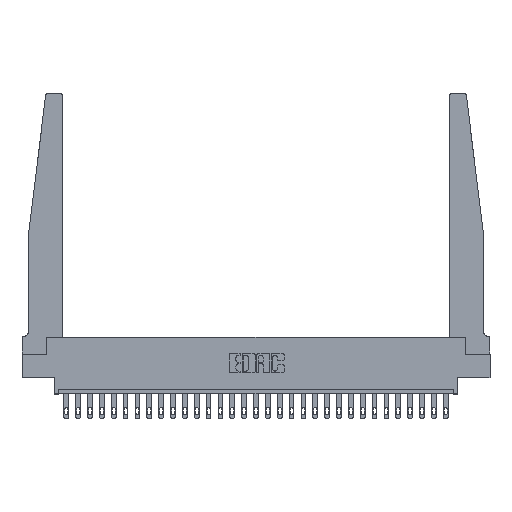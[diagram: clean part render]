
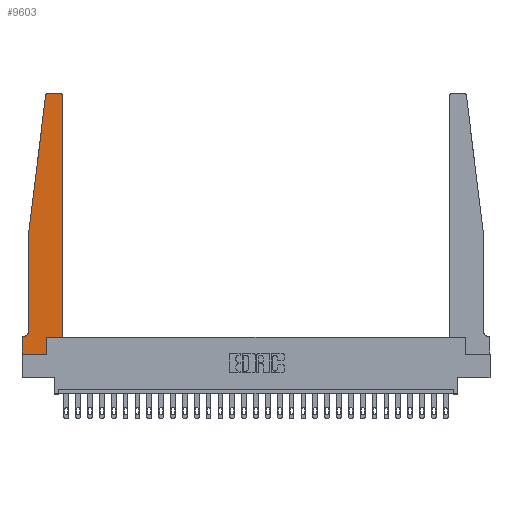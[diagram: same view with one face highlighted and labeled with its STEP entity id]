
A CAD part, top view. The second image highlights one B-rep face of the part: STEP entity #9603.
In plain terms, the highlighted planar face has unit normal (0, 0, 1).
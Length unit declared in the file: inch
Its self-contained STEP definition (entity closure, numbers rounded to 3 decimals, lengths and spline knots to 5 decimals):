
#127 = DIRECTION ( 'NONE',  ( 1., 0., 0. ) ) ;
#695 = CARTESIAN_POINT ( 'NONE',  ( 0.395, 2.72, 0.37 ) ) ;
#826 = LINE ( 'NONE', #25637, #18924 ) ;
#1573 = VERTEX_POINT ( 'NONE', #8660 ) ;
#1719 = AXIS2_PLACEMENT_3D ( 'NONE', #695, #21560, #15300 ) ;
#1948 = ORIENTED_EDGE ( 'NONE', *, *, #16751, .T. ) ;
#2745 = EDGE_CURVE ( 'NONE', #15202, #14569, #26793, .T. ) ;
#3133 = CARTESIAN_POINT ( 'NONE',  ( 0.425, 0.18, 0.37 ) ) ;
#3826 = ORIENTED_EDGE ( 'NONE', *, *, #18785, .T. ) ;
#4219 = CARTESIAN_POINT ( 'NONE',  ( 0.2605, 0.18, 0.37 ) ) ;
#4689 = VERTEX_POINT ( 'NONE', #14073 ) ;
#4824 = ORIENTED_EDGE ( 'NONE', *, *, #8234, .T. ) ;
#4869 = CARTESIAN_POINT ( 'NONE',  ( 0.27653, 2.72, 0.37 ) ) ;
#4906 = DIRECTION ( 'NONE',  ( 0., 0., 1. ) ) ;
#4931 = CARTESIAN_POINT ( 'NONE',  ( 0.425, 0.18, 0.37 ) ) ;
#5456 = AXIS2_PLACEMENT_3D ( 'NONE', #5959, #18372, #9910 ) ;
#5703 = LINE ( 'NONE', #14028, #9461 ) ;
#5901 = EDGE_CURVE ( 'NONE', #14276, #15202, #25781, .T. ) ;
#5959 = CARTESIAN_POINT ( 'NONE',  ( 0.015, 0.2375, 0.37 ) ) ;
#6062 = VECTOR ( 'NONE', #19379, 39.37008 ) ;
#6560 = ORIENTED_EDGE ( 'NONE', *, *, #10805, .T. ) ;
#6585 = EDGE_CURVE ( 'NONE', #1573, #15043, #18956, .T. ) ;
#6724 = ORIENTED_EDGE ( 'NONE', *, *, #7631, .T. ) ;
#6812 = EDGE_CURVE ( 'NONE', #13850, #25073, #10258, .T. ) ;
#6952 = LINE ( 'NONE', #13362, #11348 ) ;
#7152 = EDGE_CURVE ( 'NONE', #13987, #16703, #23734, .T. ) ;
#7260 = CARTESIAN_POINT ( 'NONE',  ( 0.395, 2.75, 0.37 ) ) ;
#7616 = DIRECTION ( 'NONE',  ( -0.122, -0.992, 0. ) ) ;
#7631 = EDGE_CURVE ( 'NONE', #16703, #4689, #6952, .T. ) ;
#7645 = CARTESIAN_POINT ( 'NONE',  ( 0.27653, 2.75, 0.37 ) ) ;
#8086 = AXIS2_PLACEMENT_3D ( 'NONE', #4869, #13198, #21499 ) ;
#8229 = VECTOR ( 'NONE', #23205, 39.37008 ) ;
#8234 = EDGE_CURVE ( 'NONE', #14569, #13987, #22168, .T. ) ;
#8636 = ORIENTED_EDGE ( 'NONE', *, *, #2745, .T. ) ;
#8660 = CARTESIAN_POINT ( 'NONE',  ( 0.065, 0.2375, 0.37 ) ) ;
#9063 = CARTESIAN_POINT ( 'NONE',  ( 0., 0., 0.37 ) ) ;
#9461 = VECTOR ( 'NONE', #22333, 39.37008 ) ;
#9531 = LINE ( 'NONE', #9665, #21254 ) ;
#9603 = ADVANCED_FACE ( 'NONE', ( #21409 ), #23581, .T. ) ;
#9665 = CARTESIAN_POINT ( 'NONE',  ( 0.065, 1.25, 0.37 ) ) ;
#9910 = DIRECTION ( 'NONE',  ( -1., 0., 0. ) ) ;
#10258 = CIRCLE ( 'NONE', #8086, 0.03 ) ;
#10805 = EDGE_CURVE ( 'NONE', #25073, #17567, #9531, .T. ) ;
#11197 = CARTESIAN_POINT ( 'NONE',  ( 0., 0., 0.37 ) ) ;
#11318 = CIRCLE ( 'NONE', #1719, 0.03 ) ;
#11348 = VECTOR ( 'NONE', #14992, 39.37008 ) ;
#12519 = CARTESIAN_POINT ( 'NONE',  ( 0.25, 2.75, 0.37 ) ) ;
#12698 = CARTESIAN_POINT ( 'NONE',  ( 0., 0.1875, 0.37 ) ) ;
#12766 = CARTESIAN_POINT ( 'NONE',  ( 0.015, 0.1875, 0.37 ) ) ;
#13198 = DIRECTION ( 'NONE',  ( 0., 0., 1. ) ) ;
#13362 = CARTESIAN_POINT ( 'NONE',  ( 0.425, 0.18, 0.37 ) ) ;
#13850 = VERTEX_POINT ( 'NONE', #7645 ) ;
#13987 = VERTEX_POINT ( 'NONE', #4219 ) ;
#14028 = CARTESIAN_POINT ( 'NONE',  ( 0.065, 1.25, 0.37 ) ) ;
#14073 = CARTESIAN_POINT ( 'NONE',  ( 0.425, 2.72, 0.37 ) ) ;
#14276 = VERTEX_POINT ( 'NONE', #24378 ) ;
#14569 = VERTEX_POINT ( 'NONE', #21091 ) ;
#14992 = DIRECTION ( 'NONE',  ( 0., 1., 0. ) ) ;
#15043 = VERTEX_POINT ( 'NONE', #12766 ) ;
#15202 = VERTEX_POINT ( 'NONE', #9063 ) ;
#15300 = DIRECTION ( 'NONE',  ( 1., 0., 0. ) ) ;
#15578 = CARTESIAN_POINT ( 'NONE',  ( 0.24675, 2.72367, 0.37 ) ) ;
#15827 = ORIENTED_EDGE ( 'NONE', *, *, #7152, .T. ) ;
#16611 = LINE ( 'NONE', #12519, #24117 ) ;
#16703 = VERTEX_POINT ( 'NONE', #3133 ) ;
#16751 = EDGE_CURVE ( 'NONE', #4689, #26303, #11318, .T. ) ;
#17567 = VERTEX_POINT ( 'NONE', #23144 ) ;
#17594 = DIRECTION ( 'NONE',  ( -1., 0., 0. ) ) ;
#18073 = CARTESIAN_POINT ( 'NONE',  ( 0.2605, 0.18, 0.37 ) ) ;
#18335 = EDGE_LOOP ( 'NONE', ( #3826, #26211, #6560, #19672, #18393, #24872, #23787, #8636, #4824, #15827, #6724, #1948 ) ) ;
#18372 = DIRECTION ( 'NONE',  ( 0., 0., -1. ) ) ;
#18393 = ORIENTED_EDGE ( 'NONE', *, *, #6585, .T. ) ;
#18639 = DIRECTION ( 'NONE',  ( -1., 0., 0. ) ) ;
#18785 = EDGE_CURVE ( 'NONE', #26303, #13850, #16611, .T. ) ;
#18924 = VECTOR ( 'NONE', #17594, 39.37008 ) ;
#18956 = CIRCLE ( 'NONE', #5456, 0.05 ) ;
#19379 = DIRECTION ( 'NONE',  ( 0., -1., 0. ) ) ;
#19672 = ORIENTED_EDGE ( 'NONE', *, *, #24615, .T. ) ;
#19987 = DIRECTION ( 'NONE',  ( 0., 1., 0. ) ) ;
#20754 = VECTOR ( 'NONE', #19987, 39.37008 ) ;
#20794 = DIRECTION ( 'NONE',  ( 1., 0., 0. ) ) ;
#21091 = CARTESIAN_POINT ( 'NONE',  ( 0.2605, 0., 0.37 ) ) ;
#21254 = VECTOR ( 'NONE', #7616, 39.37008 ) ;
#21409 = FACE_OUTER_BOUND ( 'NONE', #18335, .T. ) ;
#21499 = DIRECTION ( 'NONE',  ( 1., 0., 0. ) ) ;
#21506 = EDGE_CURVE ( 'NONE', #15043, #14276, #826, .T. ) ;
#21560 = DIRECTION ( 'NONE',  ( 0., 0., 1. ) ) ;
#21712 = AXIS2_PLACEMENT_3D ( 'NONE', #12698, #4906, #127 ) ;
#22168 = LINE ( 'NONE', #18073, #20754 ) ;
#22333 = DIRECTION ( 'NONE',  ( 0., -1., 0. ) ) ;
#22938 = VECTOR ( 'NONE', #20794, 39.37008 ) ;
#23144 = CARTESIAN_POINT ( 'NONE',  ( 0.065, 1.25, 0.37 ) ) ;
#23205 = DIRECTION ( 'NONE',  ( 1., 0., 0. ) ) ;
#23581 = PLANE ( 'NONE',  #21712 ) ;
#23734 = LINE ( 'NONE', #4931, #8229 ) ;
#23787 = ORIENTED_EDGE ( 'NONE', *, *, #5901, .T. ) ;
#24117 = VECTOR ( 'NONE', #18639, 39.37008 ) ;
#24378 = CARTESIAN_POINT ( 'NONE',  ( 0., 0.1875, 0.37 ) ) ;
#24615 = EDGE_CURVE ( 'NONE', #17567, #1573, #5703, .T. ) ;
#24872 = ORIENTED_EDGE ( 'NONE', *, *, #21506, .T. ) ;
#25010 = CARTESIAN_POINT ( 'NONE',  ( 0., 0., 0.37 ) ) ;
#25073 = VERTEX_POINT ( 'NONE', #15578 ) ;
#25637 = CARTESIAN_POINT ( 'NONE',  ( 0.065, 0.1875, 0.37 ) ) ;
#25781 = LINE ( 'NONE', #11197, #6062 ) ;
#26211 = ORIENTED_EDGE ( 'NONE', *, *, #6812, .T. ) ;
#26303 = VERTEX_POINT ( 'NONE', #7260 ) ;
#26793 = LINE ( 'NONE', #25010, #22938 ) ;
